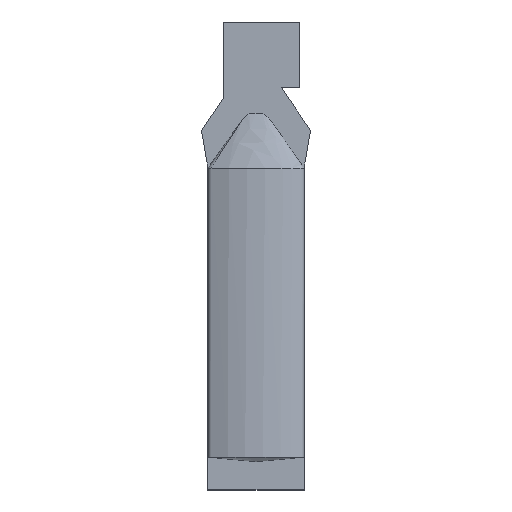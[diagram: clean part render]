
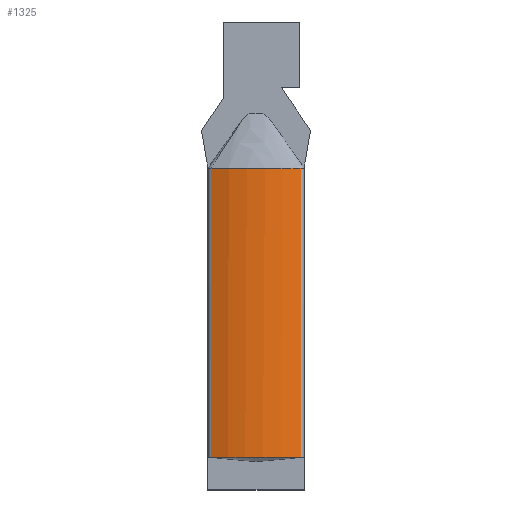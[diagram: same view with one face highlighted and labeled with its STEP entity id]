
A CAD part, top view. The second image highlights one B-rep face of the part: STEP entity #1325.
In plain terms, the highlighted cylindrical face has radius 20 mm (diameter 40 mm), a partial arc.
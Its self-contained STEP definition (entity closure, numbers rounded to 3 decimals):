
#1 = CARTESIAN_POINT ( 'NONE',  ( -7.571, 0., 1.195 ) ) ;
#32 = ORIENTED_EDGE ( 'NONE', *, *, #1261, .T. ) ;
#51 = CARTESIAN_POINT ( 'NONE',  ( 7.427, 53., 1.25 ) ) ;
#104 = VERTEX_POINT ( 'NONE', #1102 ) ;
#123 = ORIENTED_EDGE ( 'NONE', *, *, #1062, .T. ) ;
#134 = ORIENTED_EDGE ( 'NONE', *, *, #405, .T. ) ;
#137 = CARTESIAN_POINT ( 'NONE',  ( 6.627, 53., 1.551 ) ) ;
#139 = CARTESIAN_POINT ( 'NONE',  ( -3.519, 0., 2.38 ) ) ;
#161 = CARTESIAN_POINT ( 'NONE',  ( -6.58, 0., 1.569 ) ) ;
#166 = CARTESIAN_POINT ( 'NONE',  ( -8.221, 0.001, 0.912 ) ) ;
#181 = ORIENTED_EDGE ( 'NONE', *, *, #1882, .F. ) ;
#237 = B_SPLINE_CURVE_WITH_KNOTS ( 'NONE', 3,
 ( #754, #1555, #1, #1085, #161, #2049, #1060, #139, #1249, #295, #1399, #737, #1899, #904, #1223, #275, #1377, #419, #1540, #582, #1404, #446 ),
 .UNSPECIFIED., .F., .F.,
 ( 4, 2, 2, 2, 2, 2, 2, 2, 2, 2, 4 ),
 ( 0., 0.001, 0.002, 0.004, 0.006, 0.008, 0.011, 0.013, 0.015, 0.016, 0.017 ),
 .UNSPECIFIED. ) ;
#275 = CARTESIAN_POINT ( 'NONE',  ( 4.897, 0., 2.083 ) ) ;
#290 = CARTESIAN_POINT ( 'NONE',  ( 8.138, 53., 0.949 ) ) ;
#295 = CARTESIAN_POINT ( 'NONE',  ( -1.408, 0., 2.642 ) ) ;
#405 = EDGE_CURVE ( 'NONE', #1798, #104, #783, .T. ) ;
#409 = CARTESIAN_POINT ( 'NONE',  ( 3.119, 53., 2.437 ) ) ;
#419 = CARTESIAN_POINT ( 'NONE',  ( 6.58, 0., 1.569 ) ) ;
#435 = CARTESIAN_POINT ( 'NONE',  ( 8.221, 53., 0.912 ) ) ;
#446 = CARTESIAN_POINT ( 'NONE',  ( 8.221, 0.001, 0.912 ) ) ;
#488 = CARTESIAN_POINT ( 'NONE',  ( -6.209, 53., 1.732 ) ) ;
#510 = CARTESIAN_POINT ( 'NONE',  ( 1.909, 53., 2.594 ) ) ;
#518 = CARTESIAN_POINT ( 'NONE',  ( -2.082, 53., 2.58 ) ) ;
#528 = CARTESIAN_POINT ( 'NONE',  ( -3.12, 53., 2.444 ) ) ;
#569 = CARTESIAN_POINT ( 'NONE',  ( -8.221, 53., 0.912 ) ) ;
#573 = CARTESIAN_POINT ( 'NONE',  ( 7.846, 53., 1.076 ) ) ;
#582 = CARTESIAN_POINT ( 'NONE',  ( 7.571, -0.001, 1.195 ) ) ;
#613 = CARTESIAN_POINT ( 'NONE',  ( 7.595, 53., 1.182 ) ) ;
#632 = LINE ( 'NONE', #569, #1426 ) ;
#673 = CARTESIAN_POINT ( 'NONE',  ( 8.221, 0.001, 0.912 ) ) ;
#722 = FACE_OUTER_BOUND ( 'NONE', #934, .T. ) ;
#732 = DIRECTION ( 'NONE',  ( 0., -1., 0. ) ) ;
#737 = CARTESIAN_POINT ( 'NONE',  ( 0.703, 0., 2.68 ) ) ;
#754 = CARTESIAN_POINT ( 'NONE',  ( -8.221, 0.001, 0.912 ) ) ;
#771 = DIRECTION ( 'NONE',  ( 0., -1., 0. ) ) ;
#783 = LINE ( 'NONE', #1691, #1384 ) ;
#785 = CARTESIAN_POINT ( 'NONE',  ( -8.221, 53., 0.912 ) ) ;
#834 = VERTEX_POINT ( 'NONE', #166 ) ;
#855 = CARTESIAN_POINT ( 'NONE',  ( -1.042, 53., 2.661 ) ) ;
#904 = CARTESIAN_POINT ( 'NONE',  ( 2.814, 0., 2.493 ) ) ;
#934 = EDGE_LOOP ( 'NONE', ( #32, #134, #181, #123 ) ) ;
#1015 = CARTESIAN_POINT ( 'NONE',  ( 1.042, 53., 2.661 ) ) ;
#1060 = CARTESIAN_POINT ( 'NONE',  ( -4.898, 0., 2.083 ) ) ;
#1062 = EDGE_CURVE ( 'NONE', #1537, #834, #632, .T. ) ;
#1085 = CARTESIAN_POINT ( 'NONE',  ( -6.912, 0., 1.45 ) ) ;
#1091 = DIRECTION ( 'NONE',  ( 0., 0., -1. ) ) ;
#1102 = CARTESIAN_POINT ( 'NONE',  ( 8.221, 53., 0.912 ) ) ;
#1160 = AXIS2_PLACEMENT_3D ( 'NONE', #1932, #771, #1091 ) ;
#1208 = CARTESIAN_POINT ( 'NONE',  ( 7.217, 53., 1.333 ) ) ;
#1223 = CARTESIAN_POINT ( 'NONE',  ( 3.518, 0., 2.38 ) ) ;
#1229 = CARTESIAN_POINT ( 'NONE',  ( 4.153, 53., 2.246 ) ) ;
#1249 = CARTESIAN_POINT ( 'NONE',  ( -2.815, 0., 2.493 ) ) ;
#1261 = EDGE_CURVE ( 'NONE', #834, #1798, #237, .T. ) ;
#1324 = CARTESIAN_POINT ( 'NONE',  ( 0., 53., 2.688 ) ) ;
#1325 = ADVANCED_FACE ( 'NONE', ( #722 ), #1912, .T. ) ;
#1332 = CARTESIAN_POINT ( 'NONE',  ( 2.601, 53., 2.512 ) ) ;
#1377 = CARTESIAN_POINT ( 'NONE',  ( 5.577, 0., 1.899 ) ) ;
#1384 = VECTOR ( 'NONE', #1675, 1000. ) ;
#1399 = CARTESIAN_POINT ( 'NONE',  ( -0.704, 0., 2.679 ) ) ;
#1404 = CARTESIAN_POINT ( 'NONE',  ( 7.897, -0.003, 1.058 ) ) ;
#1408 = CARTESIAN_POINT ( 'NONE',  ( 8.013, 53., 1.004 ) ) ;
#1426 = VECTOR ( 'NONE', #732, 1000. ) ;
#1522 = CARTESIAN_POINT ( 'NONE',  ( 3.637, 53., 2.348 ) ) ;
#1537 = VERTEX_POINT ( 'NONE', #1955 ) ;
#1540 = CARTESIAN_POINT ( 'NONE',  ( 6.912, 0., 1.45 ) ) ;
#1548 = CARTESIAN_POINT ( 'NONE',  ( 6.204, 53., 1.696 ) ) ;
#1552 = CARTESIAN_POINT ( 'NONE',  ( 4.668, 53., 2.129 ) ) ;
#1555 = CARTESIAN_POINT ( 'NONE',  ( -7.897, -0.003, 1.058 ) ) ;
#1675 = DIRECTION ( 'NONE',  ( 0., 1., 0. ) ) ;
#1691 = CARTESIAN_POINT ( 'NONE',  ( 8.221, 53., 0.912 ) ) ;
#1712 = B_SPLINE_CURVE_WITH_KNOTS ( 'NONE', 3,
 ( #785, #1830, #488, #1999, #528, #518, #855, #1324, #1015, #510, #1332, #409, #1522, #1229, #1552, #1784, #1911, #1548, #137, #1902, #1208, #51, #613, #1739, #573, #1408, #290, #435 ),
 .UNSPECIFIED., .F., .F.,
 ( 4, 1, 1, 1, 1, 1, 1, 1, 1, 1, 1, 1, 1, 1, 1, 1, 1, 1, 1, 1, 1, 1, 1, 1, 1, 4 ),
 ( 0., 0.125, 0.25, 0.313, 0.375, 0.437, 0.5, 0.562, 0.625, 0.656, 0.687, 0.719, 0.75, 0.781, 0.813, 0.844, 0.875, 0.906, 0.922, 0.937, 0.953, 0.961, 0.969, 0.977, 0.984, 1. ),
 .UNSPECIFIED. ) ;
#1739 = CARTESIAN_POINT ( 'NONE',  ( 7.721, 53., 1.129 ) ) ;
#1784 = CARTESIAN_POINT ( 'NONE',  ( 5.182, 53., 1.999 ) ) ;
#1798 = VERTEX_POINT ( 'NONE', #673 ) ;
#1830 = CARTESIAN_POINT ( 'NONE',  ( -7.555, 53., 1.212 ) ) ;
#1882 = EDGE_CURVE ( 'NONE', #1537, #104, #1712, .T. ) ;
#1899 = CARTESIAN_POINT ( 'NONE',  ( 1.407, 0., 2.642 ) ) ;
#1902 = CARTESIAN_POINT ( 'NONE',  ( 6.965, 53., 1.428 ) ) ;
#1911 = CARTESIAN_POINT ( 'NONE',  ( 5.694, 53., 1.855 ) ) ;
#1912 = CYLINDRICAL_SURFACE ( 'NONE', #1160, 20. ) ;
#1932 = CARTESIAN_POINT ( 'NONE',  ( 0., 53., -17.321 ) ) ;
#1955 = CARTESIAN_POINT ( 'NONE',  ( -8.221, 53., 0.912 ) ) ;
#1999 = CARTESIAN_POINT ( 'NONE',  ( -4.499, 53., 2.189 ) ) ;
#2049 = CARTESIAN_POINT ( 'NONE',  ( -5.577, 0., 1.899 ) ) ;
